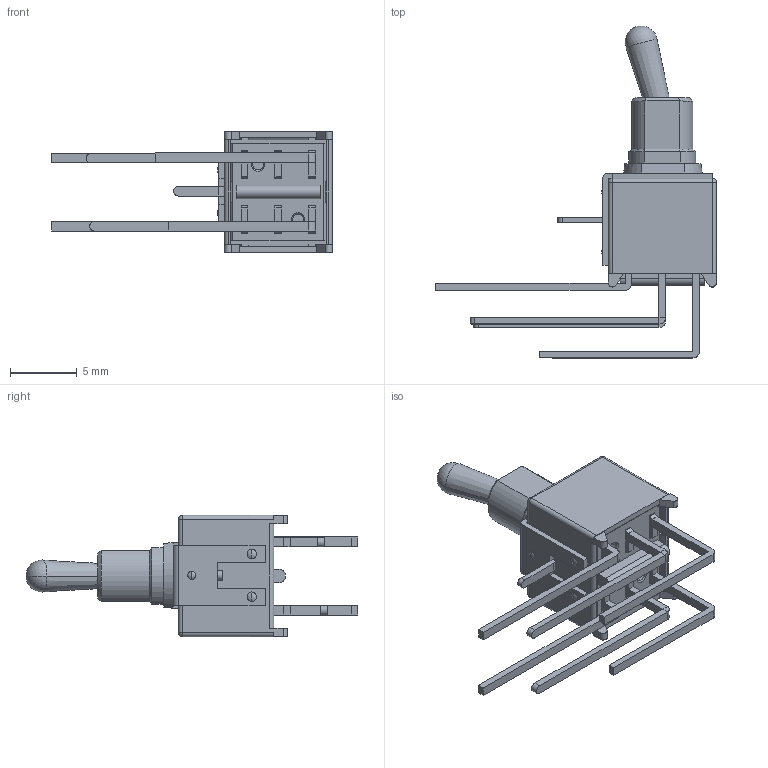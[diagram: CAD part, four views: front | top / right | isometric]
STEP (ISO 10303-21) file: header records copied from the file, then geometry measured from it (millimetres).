
FILE_DESCRIPTION((''),'2;1');
FILE_NAME('TL42WW05000_ASM','2011-04-28T',('rboyer'),(''),'PRO/ENGINEER BY PARAMETRIC TECHNOLOGY CORPORATION, 2009440','PRO/ENGINEER BY PARAMETRIC TECHNOLOGY CORPORATION, 2009440','');
FILE_SCHEMA(('CONFIG_CONTROL_DESIGN'));
Length unit declared in the file: millimetre
Products named in the file (11): 0T423090; 0T434590; 0T232090WW; 0T262090; 0T232090WWGAUCHE; 0T232090WWGAUCHE5; 0T232090WWD2; 0T283090SUPD; 0T283090WWSUPG; 0T121390; TL42WW05000_ASM
Assembly tree (10 placements, depth 2):
  TL42WW05000_ASM
    0T423090
    0T434590
    0T232090WW
    0T262090
    0T232090WWGAUCHE
    0T232090WWGAUCHE5
    0T232090WWD2
    0T283090SUPD
    0T283090WWSUPG
    0T121390
Bounding box: 21.04 x 24.89 x 9.1 mm (x, y, z)
Volume: 457 mm3; surface area: 1655.9 mm2
Topology: 10 solids, 10 shells, 538 faces, 1420 edges, 906 vertices
Faces by surface type: plane 436, cylinder 64, cone 22, sphere 14, torus 2
Entity records: 16704 total; most frequent: CARTESIAN_POINT 3101, ORIENTED_EDGE 2824, DIRECTION 2680, EDGE_CURVE 1412, VECTOR 1218, LINE 1218, VERTEX_POINT 906, AXIS2_PLACEMENT_3D 731
